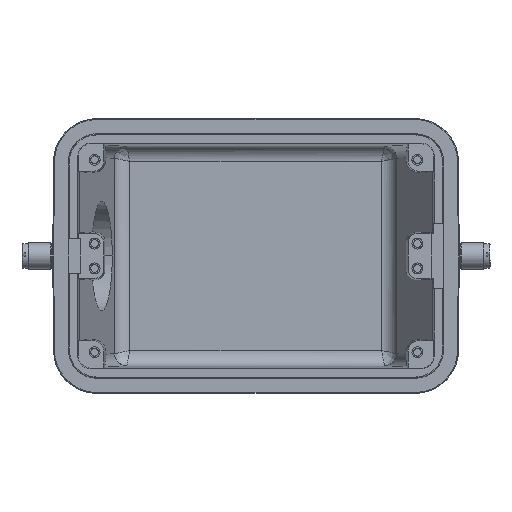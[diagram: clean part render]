
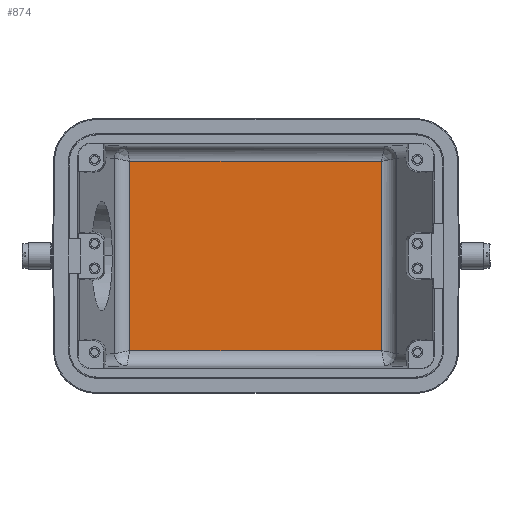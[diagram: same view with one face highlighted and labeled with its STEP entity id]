
A CAD part, front view. The second image highlights one B-rep face of the part: STEP entity #874.
In plain terms, the highlighted planar face has unit normal (0, -1, 0).
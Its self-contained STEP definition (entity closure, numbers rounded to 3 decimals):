
#305=FACE_OUTER_BOUND('',#1996,.T.);
#874=ADVANCED_FACE('NONE',(#305),#1344,.F.);
#1344=PLANE('',#8550);
#1996=EDGE_LOOP('',(#2683,#2684,#2685,#2686));
#2683=ORIENTED_EDGE('',*,*,#5848,.F.);
#2684=ORIENTED_EDGE('',*,*,#5849,.F.);
#2685=ORIENTED_EDGE('',*,*,#5850,.F.);
#2686=ORIENTED_EDGE('',*,*,#5804,.T.);
#5020=VERTEX_POINT('',#11429);
#5022=VERTEX_POINT('',#11432);
#5053=VERTEX_POINT('',#11640);
#5054=VERTEX_POINT('',#11642);
#5804=EDGE_CURVE('NONE',#5022,#5020,#6979,.T.);
#5848=EDGE_CURVE('NONE',#5053,#5020,#7004,.T.);
#5849=EDGE_CURVE('NONE',#5054,#5053,#7005,.T.);
#5850=EDGE_CURVE('NONE',#5022,#5054,#7006,.T.);
#6979=LINE('',#11431,#7775);
#7004=LINE('',#11639,#7800);
#7005=LINE('',#11641,#7801);
#7006=LINE('',#11643,#7802);
#7775=VECTOR('',#9228,1.);
#7800=VECTOR('',#9285,1.);
#7801=VECTOR('',#9286,1.);
#7802=VECTOR('',#9287,1.);
#8550=AXIS2_PLACEMENT_3D('',#11644,#9288,#9289);
#9228=DIRECTION('',(1.,0.,0.));
#9285=DIRECTION('',(0.,0.,-1.));
#9286=DIRECTION('',(1.,0.,0.));
#9287=DIRECTION('',(0.,0.,1.));
#9288=DIRECTION('',(0.,1.,0.));
#9289=DIRECTION('',(0.,0.,1.));
#11429=CARTESIAN_POINT('',(40.433,90.,-30.488));
#11431=CARTESIAN_POINT('',(57.796,90.,-30.488));
#11432=CARTESIAN_POINT('',(-40.687,90.,-30.488));
#11639=CARTESIAN_POINT('',(40.433,90.,-36.3));
#11640=CARTESIAN_POINT('',(40.433,90.,30.488));
#11641=CARTESIAN_POINT('',(44.554,90.,30.488));
#11642=CARTESIAN_POINT('',(-40.687,90.,30.488));
#11643=CARTESIAN_POINT('',(-40.687,90.,-36.3));
#11644=CARTESIAN_POINT('',(44.554,90.,-36.3));
